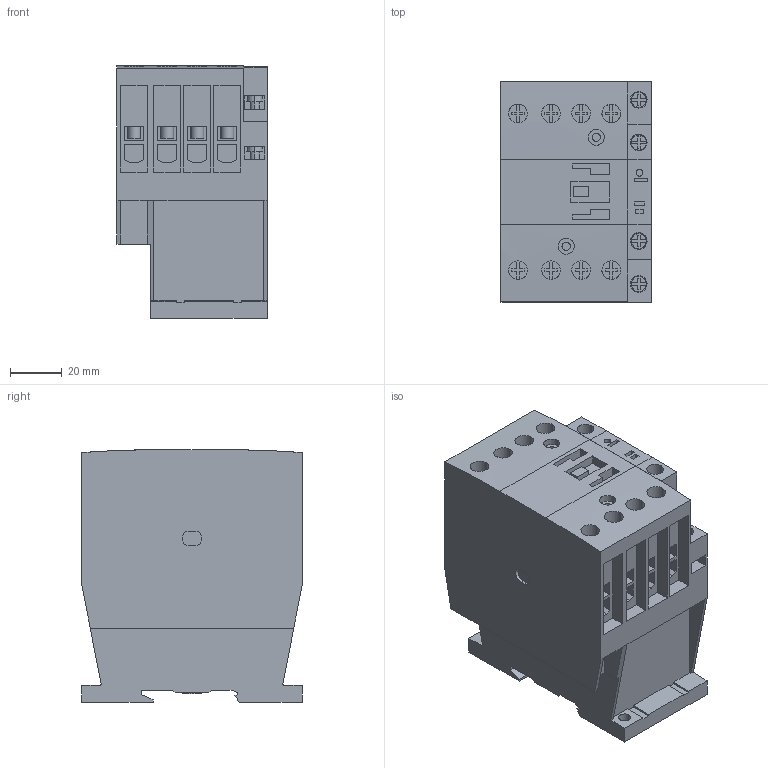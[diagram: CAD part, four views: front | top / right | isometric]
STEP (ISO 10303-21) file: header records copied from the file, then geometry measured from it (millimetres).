
FILE_DESCRIPTION( ( '' ), '1' );
FILE_NAME( 'dil_mp32_45.stp', '2010-03-05T08:02:16', ( '' ), ( '' ), ' ', ' ', ' ' );
FILE_SCHEMA( ( 'CONFIG_CONTROL_DESIGN' ) );
Length unit declared in the file: millimetre
Products named in the file (1): 1
Bounding box: 58 x 85 x 97.4 mm (x, y, z)
Volume: 359959.9 mm3; surface area: 57698.4 mm2
Topology: 1 solids, 1 shells, 530 faces, 1383 edges, 924 vertices
Faces by surface type: plane 450, cylinder 72, cone 8
Entity records: 16885 total; most frequent: CARTESIAN_POINT 3674, ORIENTED_EDGE 2766, DIRECTION 2579, EDGE_CURVE 1383, LINE 1145, VECTOR 1145, VERTEX_POINT 924, AXIS2_PLACEMENT_3D 717
